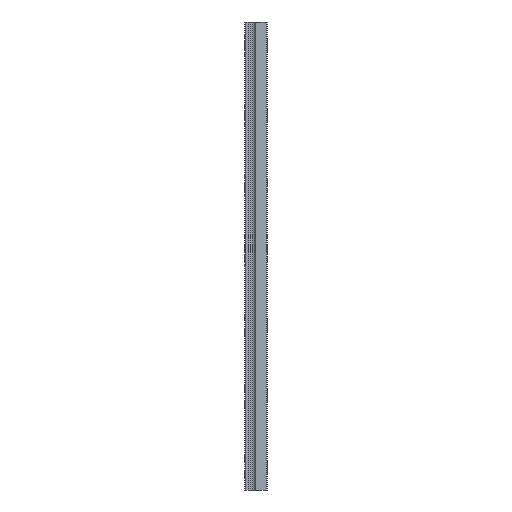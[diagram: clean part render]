
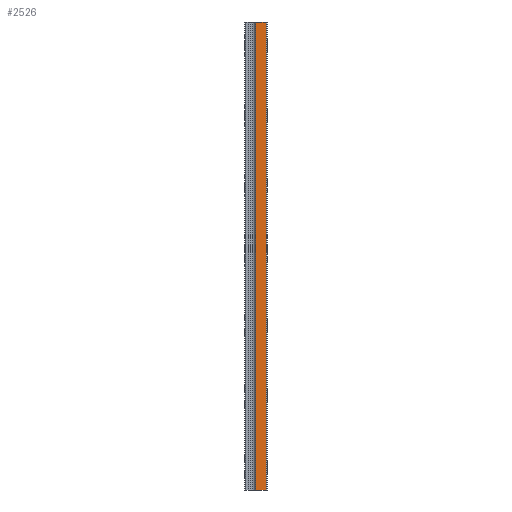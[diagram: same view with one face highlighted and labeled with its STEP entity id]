
A CAD part, left-side view. The second image highlights one B-rep face of the part: STEP entity #2526.
In plain terms, the highlighted planar face has unit normal (-1, 0, 0).
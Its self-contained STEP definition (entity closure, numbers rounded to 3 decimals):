
#122 = DIRECTION ( 'NONE',  ( 1., 0., 0. ) ) ;
#148 = CARTESIAN_POINT ( 'NONE',  ( -3.5, 0.106, 0. ) ) ;
#156 = CARTESIAN_POINT ( 'NONE',  ( -3.5, -2.2, 0. ) ) ;
#211 = VECTOR ( 'NONE', #1690, 1000. ) ;
#262 = LINE ( 'NONE', #423, #943 ) ;
#264 = VERTEX_POINT ( 'NONE', #156 ) ;
#324 = AXIS2_PLACEMENT_3D ( 'NONE', #1547, #122, #1699 ) ;
#423 = CARTESIAN_POINT ( 'NONE',  ( -3.5, -2.2, 0. ) ) ;
#534 = VERTEX_POINT ( 'NONE', #148 ) ;
#799 = VERTEX_POINT ( 'NONE', #1913 ) ;
#832 = VECTOR ( 'NONE', #1127, 1000. ) ;
#859 = DIRECTION ( 'NONE',  ( 0., -1., 0. ) ) ;
#943 = VECTOR ( 'NONE', #859, 1000. ) ;
#952 = EDGE_CURVE ( 'NONE', #799, #534, #1032, .T. ) ;
#960 = EDGE_CURVE ( 'NONE', #534, #264, #262, .T. ) ;
#966 = EDGE_CURVE ( 'NONE', #1772, #264, #1941, .T. ) ;
#967 = EDGE_CURVE ( 'NONE', #799, #1772, #1890, .T. ) ;
#968 = CARTESIAN_POINT ( 'NONE',  ( -3.5, -2.2, 100. ) ) ;
#1032 = LINE ( 'NONE', #2341, #2368 ) ;
#1067 = EDGE_LOOP ( 'NONE', ( #1994, #2047, #2232, #1349 ) ) ;
#1127 = DIRECTION ( 'NONE',  ( 0., 0., -1. ) ) ;
#1349 = ORIENTED_EDGE ( 'NONE', *, *, #952, .T. ) ;
#1405 = PLANE ( 'NONE',  #324 ) ;
#1484 = CARTESIAN_POINT ( 'NONE',  ( -3.5, -2.2, 100. ) ) ;
#1547 = CARTESIAN_POINT ( 'NONE',  ( -3.5, -2.2, 100. ) ) ;
#1690 = DIRECTION ( 'NONE',  ( 0., -1., 0. ) ) ;
#1699 = DIRECTION ( 'NONE',  ( 0., 0., -1. ) ) ;
#1772 = VERTEX_POINT ( 'NONE', #1484 ) ;
#1890 = LINE ( 'NONE', #2092, #211 ) ;
#1913 = CARTESIAN_POINT ( 'NONE',  ( -3.5, 0.106, 100. ) ) ;
#1941 = LINE ( 'NONE', #968, #832 ) ;
#1994 = ORIENTED_EDGE ( 'NONE', *, *, #960, .T. ) ;
#2047 = ORIENTED_EDGE ( 'NONE', *, *, #966, .F. ) ;
#2048 = FACE_OUTER_BOUND ( 'NONE', #1067, .T. ) ;
#2092 = CARTESIAN_POINT ( 'NONE',  ( -3.5, -2.2, 100. ) ) ;
#2232 = ORIENTED_EDGE ( 'NONE', *, *, #967, .F. ) ;
#2341 = CARTESIAN_POINT ( 'NONE',  ( -3.5, 0.106, 100. ) ) ;
#2368 = VECTOR ( 'NONE', #2413, 1000. ) ;
#2413 = DIRECTION ( 'NONE',  ( 0., 0., -1. ) ) ;
#2526 = ADVANCED_FACE ( 'NONE', ( #2048 ), #1405, .F. ) ;
